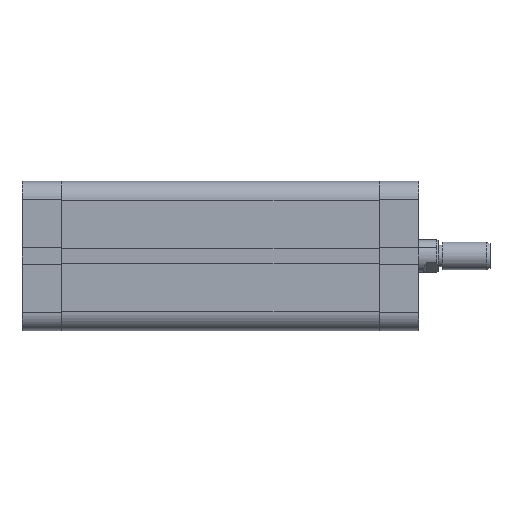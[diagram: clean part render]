
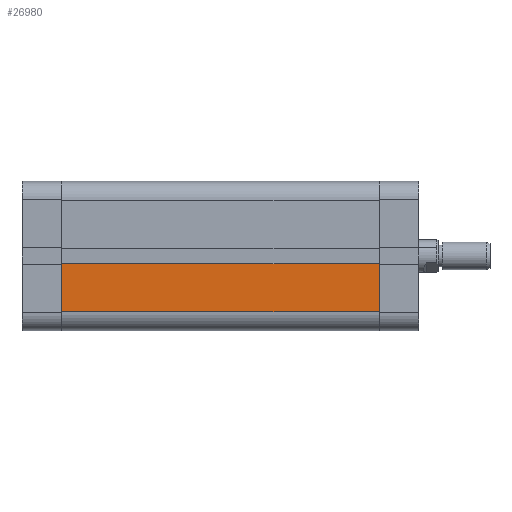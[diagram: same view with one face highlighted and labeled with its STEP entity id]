
A CAD part, front view. The second image highlights one B-rep face of the part: STEP entity #26980.
In plain terms, the highlighted planar face has unit normal (0, -1, 0).
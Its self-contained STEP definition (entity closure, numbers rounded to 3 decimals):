
#1072 = CARTESIAN_POINT ( 'NONE',  ( 116., -27.25, -27.25 ) ) ;
#1131 = ORIENTED_EDGE ( 'NONE', *, *, #5618, .T. ) ;
#2240 = ORIENTED_EDGE ( 'NONE', *, *, #8634, .T. ) ;
#2267 = VECTOR ( 'NONE', #25348, 1000. ) ;
#2741 = VERTEX_POINT ( 'NONE', #23621 ) ;
#2962 = LINE ( 'NONE', #1072, #7212 ) ;
#4015 = LINE ( 'NONE', #25821, #2267 ) ;
#4177 = EDGE_CURVE ( 'NONE', #30974, #2741, #2962, .T. ) ;
#5618 = EDGE_CURVE ( 'NONE', #30974, #13256, #4015, .T. ) ;
#6218 = CARTESIAN_POINT ( 'NONE',  ( 116., -27.25, -2.8 ) ) ;
#6368 = DIRECTION ( 'NONE',  ( 0., 0., 1. ) ) ;
#6681 = LINE ( 'NONE', #31164, #19700 ) ;
#7212 = VECTOR ( 'NONE', #12585, 1000. ) ;
#7479 = EDGE_CURVE ( 'NONE', #13256, #10045, #22933, .T. ) ;
#8634 = EDGE_CURVE ( 'NONE', #10045, #2741, #6681, .T. ) ;
#10045 = VERTEX_POINT ( 'NONE', #20235 ) ;
#11100 = PLANE ( 'NONE',  #22482 ) ;
#12585 = DIRECTION ( 'NONE',  ( 0., 0., -1. ) ) ;
#13256 = VERTEX_POINT ( 'NONE', #20946 ) ;
#13483 = FACE_OUTER_BOUND ( 'NONE', #20153, .T. ) ;
#16310 = VECTOR ( 'NONE', #20575, 1000. ) ;
#19700 = VECTOR ( 'NONE', #30847, 1000. ) ;
#20153 = EDGE_LOOP ( 'NONE', ( #1131, #22122, #2240, #24951 ) ) ;
#20235 = CARTESIAN_POINT ( 'NONE',  ( 0., -27.25, -20.45 ) ) ;
#20575 = DIRECTION ( 'NONE',  ( 0., 0., -1. ) ) ;
#20946 = CARTESIAN_POINT ( 'NONE',  ( 0., -27.25, -2.8 ) ) ;
#22122 = ORIENTED_EDGE ( 'NONE', *, *, #7479, .T. ) ;
#22482 = AXIS2_PLACEMENT_3D ( 'NONE', #30365, #28024, #6368 ) ;
#22933 = LINE ( 'NONE', #25623, #16310 ) ;
#23621 = CARTESIAN_POINT ( 'NONE',  ( 116., -27.25, -20.45 ) ) ;
#24951 = ORIENTED_EDGE ( 'NONE', *, *, #4177, .F. ) ;
#25348 = DIRECTION ( 'NONE',  ( -1., 0., 0. ) ) ;
#25623 = CARTESIAN_POINT ( 'NONE',  ( 0., -27.25, -27.25 ) ) ;
#25821 = CARTESIAN_POINT ( 'NONE',  ( 116.001, -27.25, -2.8 ) ) ;
#26980 = ADVANCED_FACE ( 'NONE', ( #13483 ), #11100, .F. ) ;
#28024 = DIRECTION ( 'NONE',  ( 0., 1., 0. ) ) ;
#30365 = CARTESIAN_POINT ( 'NONE',  ( 116., -27.25, -27.25 ) ) ;
#30847 = DIRECTION ( 'NONE',  ( 1., 0., 0. ) ) ;
#30974 = VERTEX_POINT ( 'NONE', #6218 ) ;
#31164 = CARTESIAN_POINT ( 'NONE',  ( 116., -27.25, -20.45 ) ) ;
